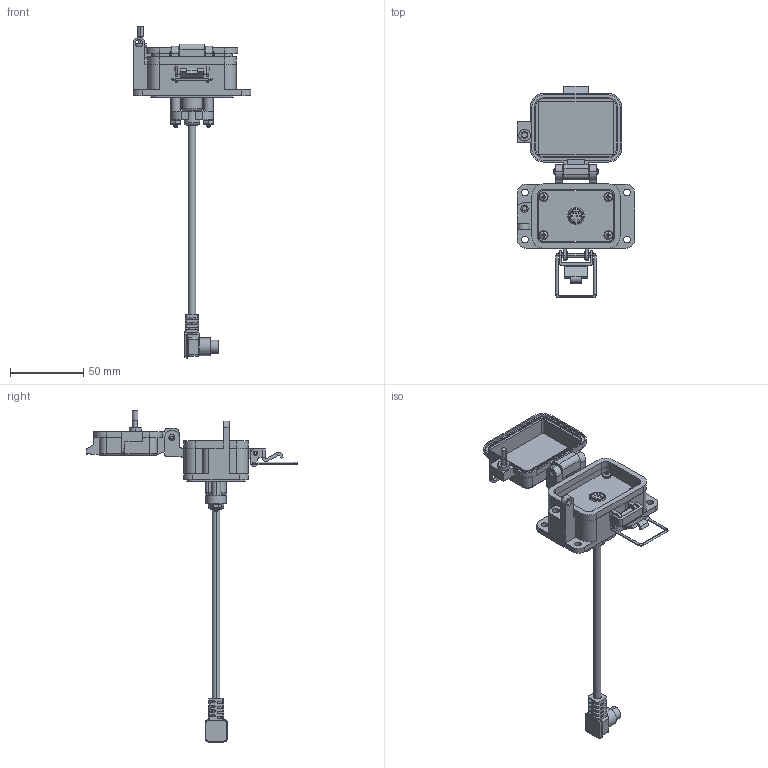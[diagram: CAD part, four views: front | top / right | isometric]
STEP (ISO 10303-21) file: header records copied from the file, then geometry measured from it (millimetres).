
FILE_DESCRIPTION (( 'STEP AP203' ), '1' );
FILE_NAME ('P-A14-B3RX_3D.STEP', '2025-01-22T15:21:11', ( '' ), ( '' ), 'SwSTEP 2.0', 'SolidWorks 2023', '' );
FILE_SCHEMA (( 'CONFIG_CONTROL_DESIGN' ));
Length unit declared in the file: inch
Products named in the file (12): Z-020-1013; P-A14-B3RX_BP180_1; Z-000-440112FH_90273A119; Z-001-SPR_1; A14; -B3; P-A14-B3RX_TP240_1; P-A14-B3RX_FP060_1; Z-002-4401_4HN_90675A005; 92005A124_METRIC PAN HEAD PHILLIPS MACHINE SCREW_92005A124; P-A14-B3RX_3D; Z-H-B3_B
Assembly tree (17 placements, depth 3):
  P-A14-B3RX_3D
    -B3
      Z-H-B3_B
    P-A14-B3RX_BP180_1
    P-A14-B3RX_FP060_1
    P-A14-B3RX_TP240_1
    A14
      Z-020-1013
    Z-000-440112FH_90273A119  x2
    Z-001-SPR_1  x2
    Z-002-4401_4HN_90675A005  x2
    92005A124_METRIC PAN HEAD PHILLIPS MACHINE SCREW_92005A124  x4
Bounding box: 80.57 x 144.93 x 227.39 mm (x, y, z)
Volume: 71551.5 mm3; surface area: 57288.5 mm2
Topology: 26 solids, 26 shells, 2312 faces, 6576 edges, 4333 vertices
Faces by surface type: cylinder 1470, plane 537, cone 140, bspline 104, sphere 42, torus 19
Entity records: 55887 total; most frequent: CARTESIAN_POINT 20741, ORIENTED_EDGE 7808, DIRECTION 6342, EDGE_CURVE 3904, VERTEX_POINT 2574, AXIS2_PLACEMENT_3D 2224, LINE 1894, VECTOR 1894
